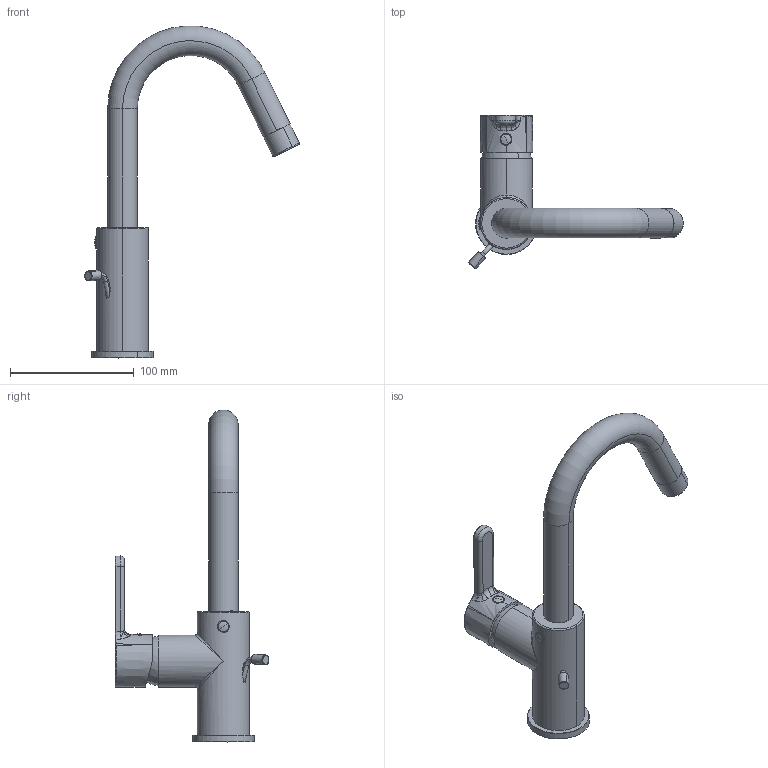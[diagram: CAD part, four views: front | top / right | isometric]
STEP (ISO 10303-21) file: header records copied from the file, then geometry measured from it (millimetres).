
FILE_DESCRIPTION(('CATIA V5 STEP Exchange'),'2;1');
FILE_NAME('H2400475 x rendering.stp','2018-02-27T10:41:26+00:00',('none'),('none'),'Version 5-6 Release 2013','CATIA V5 STEP AP203','none');
FILE_SCHEMA(('CONFIG_CONTROL_DESIGN'));
Length unit declared in the file: millimetre
Products named in the file (1): A3200475_AllCATPart
Bounding box: 173.67 x 124.42 x 268.68 mm (x, y, z)
Volume: 377103.6 mm3; surface area: 64611 mm2
Topology: 2 solids, 5 shells, 401 faces, 1268 edges, 813 vertices
Faces by surface type: plane 164, cylinder 119, cone 58, bspline 33, torus 21, sphere 4, revolution 2
Entity records: 15634 total; most frequent: CARTESIAN_POINT 5731, ORIENTED_EDGE 2508, DIRECTION 1362, EDGE_CURVE 1254, VERTEX_POINT 813, AXIS2_PLACEMENT_3D 679, VECTOR 526, LINE 526
